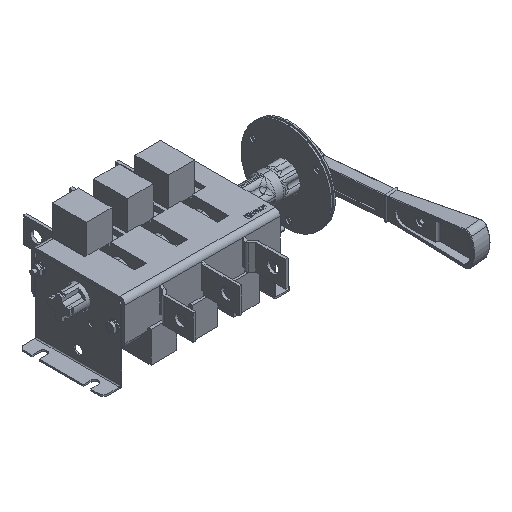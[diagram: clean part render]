
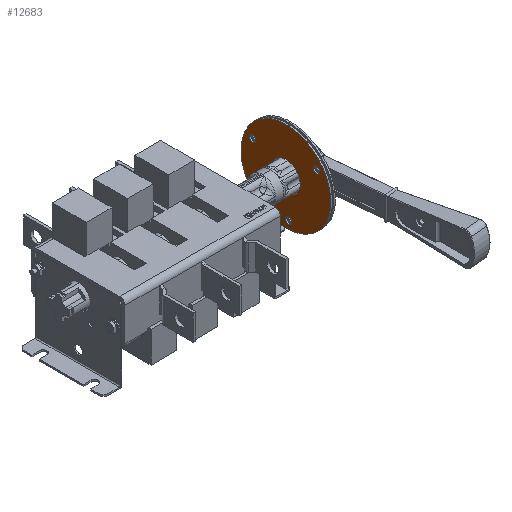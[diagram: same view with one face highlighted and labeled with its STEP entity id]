
A CAD part, isometric view. The second image highlights one B-rep face of the part: STEP entity #12683.
In plain terms, the highlighted planar face has unit normal (-1, 0, 0).
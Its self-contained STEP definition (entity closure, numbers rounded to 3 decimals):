
#273 = CARTESIAN_POINT ( 'NONE',  ( 126.5, -27.962, 80.006 ) ) ;
#755 = ORIENTED_EDGE ( 'NONE', *, *, #31893, .F. ) ;
#1603 = CARTESIAN_POINT ( 'NONE',  ( 126.5, 0., 57.1 ) ) ;
#1726 = DIRECTION ( 'NONE',  ( 1., 0., 0. ) ) ;
#2119 = CARTESIAN_POINT ( 'NONE',  ( 126.5, 30.986, 75.713 ) ) ;
#3323 = AXIS2_PLACEMENT_3D ( 'NONE', #11705, #8585, #5462 ) ;
#3328 = EDGE_CURVE ( 'NONE', #8228, #7985, #11417, .T. ) ;
#3525 = CARTESIAN_POINT ( 'NONE',  ( 126.5, -19.065, 96.478 ) ) ;
#4239 = DIRECTION ( 'NONE',  ( 0., 0.436, -0.9 ) ) ;
#4300 = EDGE_LOOP ( 'NONE', ( #37210, #22500 ) ) ;
#5070 = CIRCLE ( 'NONE', #21003, 3.25 ) ;
#5072 = PLANE ( 'NONE',  #28766 ) ;
#5386 = ORIENTED_EDGE ( 'NONE', *, *, #12346, .F. ) ;
#5462 = DIRECTION ( 'NONE',  ( 0., 0.562, 0.827 ) ) ;
#6021 = CIRCLE ( 'NONE', #14028, 3.25 ) ;
#6108 = CARTESIAN_POINT ( 'NONE',  ( 126.5, 0., 57.1 ) ) ;
#6180 = AXIS2_PLACEMENT_3D ( 'NONE', #1603, #17208, #24049 ) ;
#6423 = AXIS2_PLACEMENT_3D ( 'NONE', #6108, #8621, #24825 ) ;
#6813 = DIRECTION ( 'NONE',  ( 0., -0.997, 0.073 ) ) ;
#7078 = CIRCLE ( 'NONE', #6423, 14. ) ;
#7281 = DIRECTION ( 'NONE',  ( 0., 0.436, -0.9 ) ) ;
#7312 = VERTEX_POINT ( 'NONE', #2119 ) ;
#7789 = CARTESIAN_POINT ( 'NONE',  ( 126.5, 0., 57.1 ) ) ;
#7850 = CARTESIAN_POINT ( 'NONE',  ( 126.5, -5.856, 21.431 ) ) ;
#7985 = VERTEX_POINT ( 'NONE', #15064 ) ;
#8196 = FACE_BOUND ( 'NONE', #16951, .T. ) ;
#8228 = VERTEX_POINT ( 'NONE', #10879 ) ;
#8290 = EDGE_LOOP ( 'NONE', ( #19127, #11512 ) ) ;
#8585 = DIRECTION ( 'NONE',  ( 1., 0., 0. ) ) ;
#8621 = DIRECTION ( 'NONE',  ( 1., 0., 0. ) ) ;
#9435 = VERTEX_POINT ( 'NONE', #33100 ) ;
#10832 = DIRECTION ( 'NONE',  ( 1., 0., 0. ) ) ;
#10879 = CARTESIAN_POINT ( 'NONE',  ( 126.5, -6.101, 69.701 ) ) ;
#11117 = CARTESIAN_POINT ( 'NONE',  ( 126.5, 19.065, 17.722 ) ) ;
#11204 = CIRCLE ( 'NONE', #37766, 3.25 ) ;
#11417 = CIRCLE ( 'NONE', #26011, 14. ) ;
#11512 = ORIENTED_EDGE ( 'NONE', *, *, #24005, .T. ) ;
#11705 = CARTESIAN_POINT ( 'NONE',  ( 126.5, -29.787, 77.317 ) ) ;
#12346 = EDGE_CURVE ( 'NONE', #23476, #35462, #32748, .T. ) ;
#12683 = ADVANCED_FACE ( 'NONE', ( #36258, #32933, #23600, #39390, #8196 ), #5072, .F. ) ;
#13127 = DIRECTION ( 'NONE',  ( 1., 0., 0. ) ) ;
#14028 = AXIS2_PLACEMENT_3D ( 'NONE', #28841, #28442, #19106 ) ;
#14412 = CARTESIAN_POINT ( 'NONE',  ( 126.5, 0., 57.1 ) ) ;
#15064 = CARTESIAN_POINT ( 'NONE',  ( 126.5, 6.101, 44.499 ) ) ;
#15179 = CIRCLE ( 'NONE', #19156, 3.25 ) ;
#16255 = DIRECTION ( 'NONE',  ( 0., 0.562, 0.827 ) ) ;
#16301 = DIRECTION ( 'NONE',  ( 0., 0.436, -0.9 ) ) ;
#16951 = EDGE_LOOP ( 'NONE', ( #17825, #37486 ) ) ;
#17208 = DIRECTION ( 'NONE',  ( 1., 0., 0. ) ) ;
#17825 = ORIENTED_EDGE ( 'NONE', *, *, #3328, .T. ) ;
#18757 = AXIS2_PLACEMENT_3D ( 'NONE', #29262, #35708, #6813 ) ;
#19106 = DIRECTION ( 'NONE',  ( 0., 0.436, -0.9 ) ) ;
#19127 = ORIENTED_EDGE ( 'NONE', *, *, #31612, .T. ) ;
#19156 = AXIS2_PLACEMENT_3D ( 'NONE', #20588, #10832, #7281 ) ;
#19165 = CARTESIAN_POINT ( 'NONE',  ( 126.5, -29.787, 77.317 ) ) ;
#19192 = VERTEX_POINT ( 'NONE', #22790 ) ;
#19341 = VERTEX_POINT ( 'NONE', #33764 ) ;
#19537 = DIRECTION ( 'NONE',  ( 1., 0., 0. ) ) ;
#19542 = EDGE_CURVE ( 'NONE', #24822, #19192, #39160, .T. ) ;
#20456 = ORIENTED_EDGE ( 'NONE', *, *, #22575, .T. ) ;
#20588 = CARTESIAN_POINT ( 'NONE',  ( 126.5, 32.402, 72.788 ) ) ;
#21003 = AXIS2_PLACEMENT_3D ( 'NONE', #32999, #19537, #32182 ) ;
#22500 = ORIENTED_EDGE ( 'NONE', *, *, #25041, .T. ) ;
#22575 = EDGE_CURVE ( 'NONE', #19341, #7312, #6021, .T. ) ;
#22790 = CARTESIAN_POINT ( 'NONE',  ( 126.5, -31.612, 74.628 ) ) ;
#23476 = VERTEX_POINT ( 'NONE', #11117 ) ;
#23600 = FACE_BOUND ( 'NONE', #35821, .T. ) ;
#23801 = DIRECTION ( 'NONE',  ( 1., 0., 0. ) ) ;
#24005 = EDGE_CURVE ( 'NONE', #9435, #39732, #38677, .T. ) ;
#24049 = DIRECTION ( 'NONE',  ( 0., 0.436, -0.9 ) ) ;
#24822 = VERTEX_POINT ( 'NONE', #273 ) ;
#24825 = DIRECTION ( 'NONE',  ( 0., 0.436, -0.9 ) ) ;
#25041 = EDGE_CURVE ( 'NONE', #19192, #24822, #11204, .T. ) ;
#25225 = CARTESIAN_POINT ( 'NONE',  ( 126.5, 0., 57.1 ) ) ;
#25463 = EDGE_CURVE ( 'NONE', #7985, #8228, #7078, .T. ) ;
#26011 = AXIS2_PLACEMENT_3D ( 'NONE', #25225, #37912, #16301 ) ;
#26172 = EDGE_LOOP ( 'NONE', ( #755, #5386 ) ) ;
#26993 = CIRCLE ( 'NONE', #38939, 43.75 ) ;
#27804 = ORIENTED_EDGE ( 'NONE', *, *, #35322, .T. ) ;
#28442 = DIRECTION ( 'NONE',  ( 1., 0., 0. ) ) ;
#28766 = AXIS2_PLACEMENT_3D ( 'NONE', #7789, #23801, #33338 ) ;
#28841 = CARTESIAN_POINT ( 'NONE',  ( 126.5, 32.402, 72.788 ) ) ;
#29262 = CARTESIAN_POINT ( 'NONE',  ( 126.5, -2.615, 21.195 ) ) ;
#31612 = EDGE_CURVE ( 'NONE', #39732, #9435, #5070, .T. ) ;
#31893 = EDGE_CURVE ( 'NONE', #35462, #23476, #26993, .T. ) ;
#32182 = DIRECTION ( 'NONE',  ( 0., -0.997, 0.073 ) ) ;
#32748 = CIRCLE ( 'NONE', #6180, 43.75 ) ;
#32933 = FACE_BOUND ( 'NONE', #8290, .T. ) ;
#32999 = CARTESIAN_POINT ( 'NONE',  ( 126.5, -2.615, 21.195 ) ) ;
#33100 = CARTESIAN_POINT ( 'NONE',  ( 126.5, 0.626, 20.959 ) ) ;
#33338 = DIRECTION ( 'NONE',  ( 0., 0.436, -0.9 ) ) ;
#33764 = CARTESIAN_POINT ( 'NONE',  ( 126.5, 33.818, 69.863 ) ) ;
#35322 = EDGE_CURVE ( 'NONE', #7312, #19341, #15179, .T. ) ;
#35462 = VERTEX_POINT ( 'NONE', #3525 ) ;
#35708 = DIRECTION ( 'NONE',  ( 1., 0., 0. ) ) ;
#35821 = EDGE_LOOP ( 'NONE', ( #20456, #27804 ) ) ;
#36258 = FACE_BOUND ( 'NONE', #4300, .T. ) ;
#37210 = ORIENTED_EDGE ( 'NONE', *, *, #19542, .T. ) ;
#37486 = ORIENTED_EDGE ( 'NONE', *, *, #25463, .T. ) ;
#37766 = AXIS2_PLACEMENT_3D ( 'NONE', #19165, #13127, #16255 ) ;
#37912 = DIRECTION ( 'NONE',  ( 1., 0., 0. ) ) ;
#38677 = CIRCLE ( 'NONE', #18757, 3.25 ) ;
#38939 = AXIS2_PLACEMENT_3D ( 'NONE', #14412, #1726, #4239 ) ;
#39160 = CIRCLE ( 'NONE', #3323, 3.25 ) ;
#39390 = FACE_OUTER_BOUND ( 'NONE', #26172, .T. ) ;
#39732 = VERTEX_POINT ( 'NONE', #7850 ) ;
